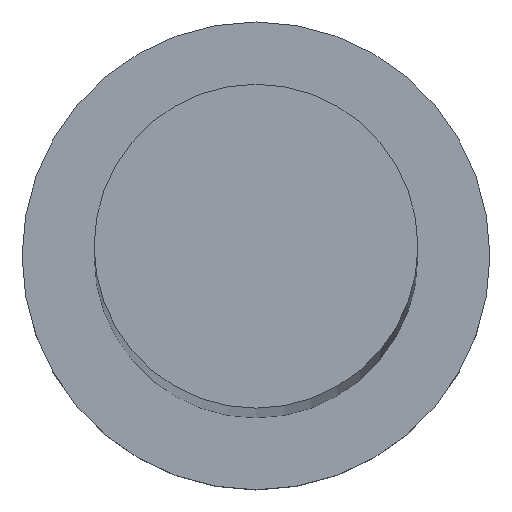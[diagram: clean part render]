
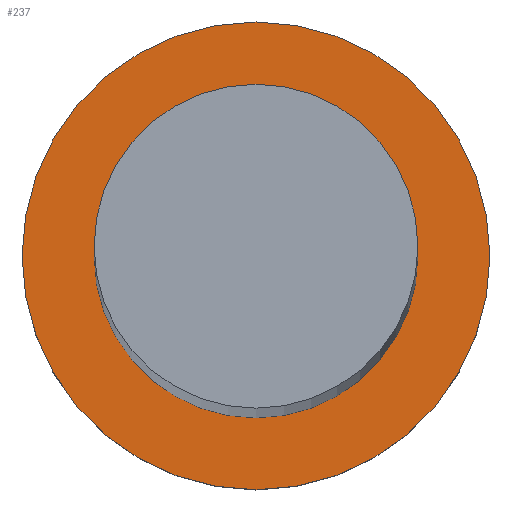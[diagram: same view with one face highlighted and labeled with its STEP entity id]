
A CAD part, top view. The second image highlights one B-rep face of the part: STEP entity #237.
In plain terms, the highlighted planar face has unit normal (0, 0, 1).
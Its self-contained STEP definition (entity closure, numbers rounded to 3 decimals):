
#5 = CARTESIAN_POINT ( 'NONE',  ( 0., 0., 7. ) ) ;
#13 = AXIS2_PLACEMENT_3D ( 'NONE', #117, #249, #186 ) ;
#14 = DIRECTION ( 'NONE',  ( 0., 0., 1. ) ) ;
#19 = AXIS2_PLACEMENT_3D ( 'NONE', #134, #165, #208 ) ;
#25 = CARTESIAN_POINT ( 'NONE',  ( -13., 0., 7. ) ) ;
#50 = VERTEX_POINT ( 'NONE', #111 ) ;
#58 = ORIENTED_EDGE ( 'NONE', *, *, #107, .T. ) ;
#64 = CIRCLE ( 'NONE', #168, 9. ) ;
#69 = FACE_BOUND ( 'NONE', #138, .T. ) ;
#70 = PLANE ( 'NONE',  #19 ) ;
#82 = VERTEX_POINT ( 'NONE', #205 ) ;
#88 = CARTESIAN_POINT ( 'NONE',  ( 0., 0., 7. ) ) ;
#89 = AXIS2_PLACEMENT_3D ( 'NONE', #244, #14, #148 ) ;
#96 = VERTEX_POINT ( 'NONE', #113 ) ;
#107 = EDGE_CURVE ( 'NONE', #156, #96, #140, .T. ) ;
#111 = CARTESIAN_POINT ( 'NONE',  ( -9., 0., 7. ) ) ;
#113 = CARTESIAN_POINT ( 'NONE',  ( 13., 0., 7. ) ) ;
#117 = CARTESIAN_POINT ( 'NONE',  ( 0., 0., 7. ) ) ;
#120 = EDGE_LOOP ( 'NONE', ( #58, #223 ) ) ;
#126 = EDGE_CURVE ( 'NONE', #82, #50, #210, .T. ) ;
#131 = DIRECTION ( 'NONE',  ( 1., 0., 0. ) ) ;
#134 = CARTESIAN_POINT ( 'NONE',  ( 0., 0., 7. ) ) ;
#138 = EDGE_LOOP ( 'NONE', ( #144, #155 ) ) ;
#140 = CIRCLE ( 'NONE', #254, 13. ) ;
#144 = ORIENTED_EDGE ( 'NONE', *, *, #195, .F. ) ;
#145 = DIRECTION ( 'NONE',  ( 0., 0., 1. ) ) ;
#148 = DIRECTION ( 'NONE',  ( 1., 0., 0. ) ) ;
#155 = ORIENTED_EDGE ( 'NONE', *, *, #126, .F. ) ;
#156 = VERTEX_POINT ( 'NONE', #25 ) ;
#161 = DIRECTION ( 'NONE',  ( 0., 0., 1. ) ) ;
#165 = DIRECTION ( 'NONE',  ( 0., 0., 1. ) ) ;
#168 = AXIS2_PLACEMENT_3D ( 'NONE', #5, #161, #131 ) ;
#186 = DIRECTION ( 'NONE',  ( 1., 0., 0. ) ) ;
#195 = EDGE_CURVE ( 'NONE', #50, #82, #64, .T. ) ;
#205 = CARTESIAN_POINT ( 'NONE',  ( 9., 0., 7. ) ) ;
#207 = DIRECTION ( 'NONE',  ( 1., 0., 0. ) ) ;
#208 = DIRECTION ( 'NONE',  ( 1., 0., 0. ) ) ;
#210 = CIRCLE ( 'NONE', #13, 9. ) ;
#221 = CIRCLE ( 'NONE', #89, 13. ) ;
#223 = ORIENTED_EDGE ( 'NONE', *, *, #236, .T. ) ;
#236 = EDGE_CURVE ( 'NONE', #96, #156, #221, .T. ) ;
#237 = ADVANCED_FACE ( 'NONE', ( #69, #245 ), #70, .T. ) ;
#244 = CARTESIAN_POINT ( 'NONE',  ( 0., 0., 7. ) ) ;
#245 = FACE_OUTER_BOUND ( 'NONE', #120, .T. ) ;
#249 = DIRECTION ( 'NONE',  ( 0., 0., 1. ) ) ;
#254 = AXIS2_PLACEMENT_3D ( 'NONE', #88, #145, #207 ) ;
